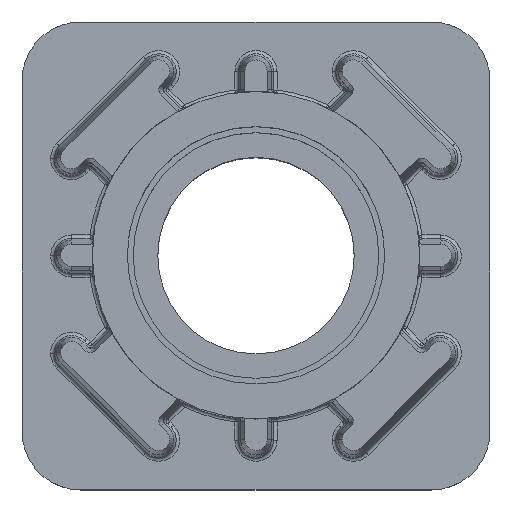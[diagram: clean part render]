
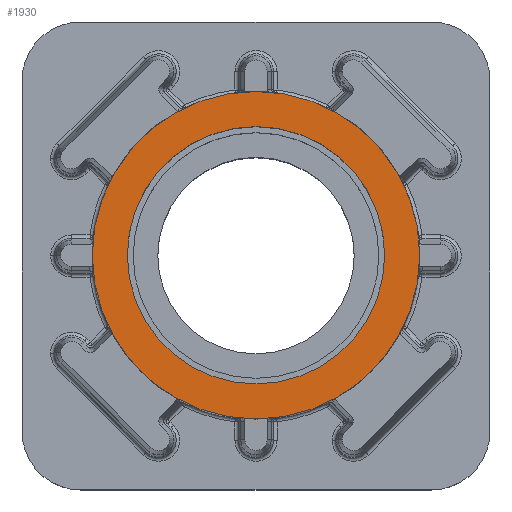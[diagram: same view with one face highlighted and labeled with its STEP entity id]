
A CAD part, top view. The second image highlights one B-rep face of the part: STEP entity #1930.
In plain terms, the highlighted planar face has unit normal (0, 0, 1).
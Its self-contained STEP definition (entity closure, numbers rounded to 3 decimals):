
#19 = PLANE ( 'NONE',  #606 ) ;
#320 = CARTESIAN_POINT ( 'NONE',  ( 11., 0., 43. ) ) ;
#414 = CARTESIAN_POINT ( 'NONE',  ( 0., 0., 43. ) ) ;
#416 = EDGE_CURVE ( 'NONE', #1199, #10354, #10176, .T. ) ;
#572 = EDGE_CURVE ( 'NONE', #10354, #1199, #6150, .T. ) ;
#606 = AXIS2_PLACEMENT_3D ( 'NONE', #10974, #1914, #8361 ) ;
#782 = CARTESIAN_POINT ( 'NONE',  ( 0., 0., 43. ) ) ;
#1199 = VERTEX_POINT ( 'NONE', #3559 ) ;
#1358 = DIRECTION ( 'NONE',  ( 1., 0., 0. ) ) ;
#1395 = CARTESIAN_POINT ( 'NONE',  ( 14., 0., 43. ) ) ;
#1689 = ORIENTED_EDGE ( 'NONE', *, *, #11562, .T. ) ;
#1734 = DIRECTION ( 'NONE',  ( 1., 0., 0. ) ) ;
#1849 = ORIENTED_EDGE ( 'NONE', *, *, #416, .F. ) ;
#1914 = DIRECTION ( 'NONE',  ( 0., 0., 1. ) ) ;
#1916 = EDGE_LOOP ( 'NONE', ( #1849, #10948 ) ) ;
#1930 = ADVANCED_FACE ( 'NONE', ( #4207, #8762 ), #19, .T. ) ;
#2388 = CIRCLE ( 'NONE', #10155, 14. ) ;
#2595 = DIRECTION ( 'NONE',  ( 0., 0., 1. ) ) ;
#2615 = CIRCLE ( 'NONE', #3384, 14. ) ;
#2769 = VERTEX_POINT ( 'NONE', #4016 ) ;
#3120 = EDGE_LOOP ( 'NONE', ( #6800, #1689 ) ) ;
#3384 = AXIS2_PLACEMENT_3D ( 'NONE', #3501, #9835, #4449 ) ;
#3501 = CARTESIAN_POINT ( 'NONE',  ( 0., 0., 43. ) ) ;
#3559 = CARTESIAN_POINT ( 'NONE',  ( -11., 0., 43. ) ) ;
#4016 = CARTESIAN_POINT ( 'NONE',  ( -14., 0., 43. ) ) ;
#4207 = FACE_BOUND ( 'NONE', #1916, .T. ) ;
#4449 = DIRECTION ( 'NONE',  ( 1., 0., 0. ) ) ;
#5267 = EDGE_CURVE ( 'NONE', #2769, #6741, #2388, .T. ) ;
#6150 = CIRCLE ( 'NONE', #6877, 11. ) ;
#6741 = VERTEX_POINT ( 'NONE', #1395 ) ;
#6800 = ORIENTED_EDGE ( 'NONE', *, *, #5267, .T. ) ;
#6877 = AXIS2_PLACEMENT_3D ( 'NONE', #8110, #2595, #8992 ) ;
#6947 = DIRECTION ( 'NONE',  ( 0., 0., 1. ) ) ;
#7293 = DIRECTION ( 'NONE',  ( 0., 0., 1. ) ) ;
#8110 = CARTESIAN_POINT ( 'NONE',  ( 0., 0., 43. ) ) ;
#8361 = DIRECTION ( 'NONE',  ( 1., 0., 0. ) ) ;
#8762 = FACE_OUTER_BOUND ( 'NONE', #3120, .T. ) ;
#8992 = DIRECTION ( 'NONE',  ( 1., 0., 0. ) ) ;
#9835 = DIRECTION ( 'NONE',  ( 0., 0., 1. ) ) ;
#10053 = AXIS2_PLACEMENT_3D ( 'NONE', #414, #6947, #1358 ) ;
#10155 = AXIS2_PLACEMENT_3D ( 'NONE', #782, #7293, #1734 ) ;
#10176 = CIRCLE ( 'NONE', #10053, 11. ) ;
#10354 = VERTEX_POINT ( 'NONE', #320 ) ;
#10948 = ORIENTED_EDGE ( 'NONE', *, *, #572, .F. ) ;
#10974 = CARTESIAN_POINT ( 'NONE',  ( 0., 0., 43. ) ) ;
#11562 = EDGE_CURVE ( 'NONE', #6741, #2769, #2615, .T. ) ;
